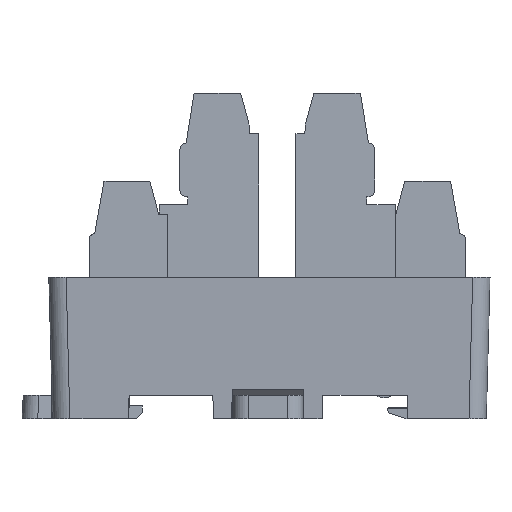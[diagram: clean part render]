
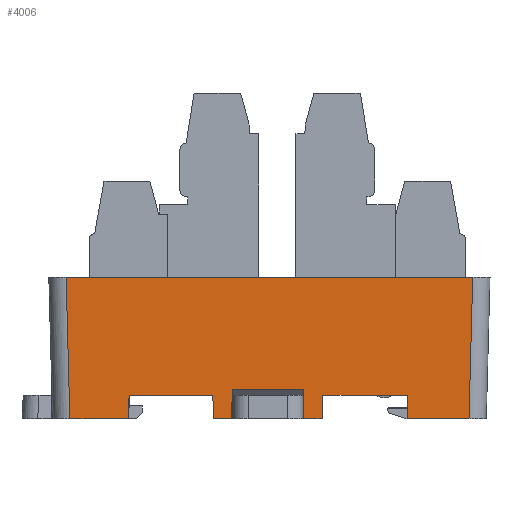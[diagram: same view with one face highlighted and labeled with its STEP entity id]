
A CAD part, left-side view. The second image highlights one B-rep face of the part: STEP entity #4006.
In plain terms, the highlighted planar face has unit normal (-1, 0, -0.026).
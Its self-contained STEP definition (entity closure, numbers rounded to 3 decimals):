
#2455=FACE_OUTER_BOUND('',#7906,.T.);
#4006=ADVANCED_FACE('',(#2455),#5684,.T.);
#5684=PLANE('',#32469);
#7906=EDGE_LOOP('',(#10579,#10580,#10581,#10582,#10583,#10584,#10585,#10586,
#10587,#10588,#10589,#10590,#10591,#10592,#10593,#10594));
#10579=ORIENTED_EDGE('',*,*,#21649,.T.);
#10580=ORIENTED_EDGE('',*,*,#21905,.F.);
#10581=ORIENTED_EDGE('',*,*,#21906,.T.);
#10582=ORIENTED_EDGE('',*,*,#21907,.F.);
#10583=ORIENTED_EDGE('',*,*,#21908,.T.);
#10584=ORIENTED_EDGE('',*,*,#21909,.F.);
#10585=ORIENTED_EDGE('',*,*,#21910,.T.);
#10586=ORIENTED_EDGE('',*,*,#21911,.T.);
#10587=ORIENTED_EDGE('',*,*,#21635,.T.);
#10588=ORIENTED_EDGE('',*,*,#21900,.T.);
#10589=ORIENTED_EDGE('',*,*,#21829,.T.);
#10590=ORIENTED_EDGE('',*,*,#21903,.T.);
#10591=ORIENTED_EDGE('',*,*,#21807,.F.);
#10592=ORIENTED_EDGE('',*,*,#21904,.T.);
#10593=ORIENTED_EDGE('',*,*,#21825,.T.);
#10594=ORIENTED_EDGE('',*,*,#21842,.F.);
#18698=VERTEX_POINT('',#43092);
#18699=VERTEX_POINT('',#43094);
#18712=VERTEX_POINT('',#43120);
#18713=VERTEX_POINT('',#43122);
#18825=VERTEX_POINT('',#43435);
#18826=VERTEX_POINT('',#43436);
#18836=VERTEX_POINT('',#43465);
#18837=VERTEX_POINT('',#43467);
#18840=VERTEX_POINT('',#43474);
#18841=VERTEX_POINT('',#43476);
#18878=VERTEX_POINT('',#43630);
#18879=VERTEX_POINT('',#43632);
#18880=VERTEX_POINT('',#43634);
#18881=VERTEX_POINT('',#43636);
#18882=VERTEX_POINT('',#43638);
#18883=VERTEX_POINT('',#43640);
#21635=EDGE_CURVE('',#18699,#18698,#25951,.T.);
#21649=EDGE_CURVE('',#18713,#18712,#25963,.T.);
#21807=EDGE_CURVE('',#18825,#18826,#26116,.T.);
#21825=EDGE_CURVE('',#18837,#18836,#26130,.T.);
#21829=EDGE_CURVE('',#18841,#18840,#26132,.T.);
#21842=EDGE_CURVE('',#18713,#18836,#26144,.T.);
#21900=EDGE_CURVE('',#18698,#18841,#26198,.T.);
#21903=EDGE_CURVE('',#18840,#18826,#26201,.T.);
#21904=EDGE_CURVE('',#18825,#18837,#26202,.T.);
#21905=EDGE_CURVE('',#18878,#18712,#26203,.T.);
#21906=EDGE_CURVE('',#18878,#18879,#26204,.T.);
#21907=EDGE_CURVE('',#18880,#18879,#26205,.T.);
#21908=EDGE_CURVE('',#18880,#18881,#26206,.T.);
#21909=EDGE_CURVE('',#18882,#18881,#26207,.T.);
#21910=EDGE_CURVE('',#18882,#18883,#26208,.T.);
#21911=EDGE_CURVE('',#18883,#18699,#26209,.T.);
#25951=LINE('',#43093,#29263);
#25963=LINE('',#43121,#29275);
#26116=LINE('',#43434,#29428);
#26130=LINE('',#43466,#29442);
#26132=LINE('',#43475,#29444);
#26144=LINE('',#43500,#29456);
#26198=LINE('',#43618,#29510);
#26201=LINE('',#43623,#29513);
#26202=LINE('',#43627,#29514);
#26203=LINE('',#43629,#29515);
#26204=LINE('',#43631,#29516);
#26205=LINE('',#43633,#29517);
#26206=LINE('',#43635,#29518);
#26207=LINE('',#43637,#29519);
#26208=LINE('',#43639,#29520);
#26209=LINE('',#43641,#29521);
#29263=VECTOR('',#34920,1.);
#29275=VECTOR('',#34936,1.);
#29428=VECTOR('',#35185,1.);
#29442=VECTOR('',#35211,1.);
#29444=VECTOR('',#35219,1.);
#29456=VECTOR('',#35239,1.);
#29510=VECTOR('',#35365,1.);
#29513=VECTOR('',#35372,1.);
#29514=VECTOR('',#35379,1.);
#29515=VECTOR('',#35382,1.);
#29516=VECTOR('',#35383,1.);
#29517=VECTOR('',#35384,1.);
#29518=VECTOR('',#35385,1.);
#29519=VECTOR('',#35386,1.);
#29520=VECTOR('',#35387,1.);
#29521=VECTOR('',#35388,1.);
#32469=AXIS2_PLACEMENT_3D('',#43642,#35389,#35390);
#34920=DIRECTION('',(0.,-1.,0.));
#34936=DIRECTION('',(0.,-1.,0.));
#35185=DIRECTION('',(0.,-1.,0.));
#35211=DIRECTION('',(0.,-1.,0.));
#35219=DIRECTION('',(0.,-1.,0.));
#35239=DIRECTION('',(0.026,0.017,-1.));
#35365=DIRECTION('',(0.026,-0.017,-1.));
#35372=DIRECTION('',(-0.026,-0.026,0.999));
#35379=DIRECTION('',(0.026,-0.026,-0.999));
#35382=DIRECTION('',(-0.026,0.035,0.999));
#35383=DIRECTION('',(0.,-1.,0.));
#35384=DIRECTION('',(0.026,0.009,-1.));
#35385=DIRECTION('',(0.,-1.,0.));
#35386=DIRECTION('',(-0.026,0.009,1.));
#35387=DIRECTION('',(0.,-1.,0.));
#35388=DIRECTION('',(-0.026,-0.035,0.999));
#35389=DIRECTION('',(-1.,0.,-0.026));
#35390=DIRECTION('',(-0.026,0.,1.));
#43092=CARTESIAN_POINT('',(271.443,-17.314,-13.25));
#43093=CARTESIAN_POINT('',(271.443,0.436,-13.25));
#43094=CARTESIAN_POINT('',(271.443,-6.564,-13.25));
#43120=CARTESIAN_POINT('',(271.443,7.436,-13.25));
#43121=CARTESIAN_POINT('',(271.443,0.436,-13.25));
#43122=CARTESIAN_POINT('',(271.443,18.086,-13.25));
#43434=CARTESIAN_POINT('',(271.05,-0.064,1.75));
#43435=CARTESIAN_POINT('',(271.05,26.087,1.75));
#43436=CARTESIAN_POINT('',(271.05,-25.615,1.75));
#43465=CARTESIAN_POINT('',(271.521,18.138,-16.25));
#43466=CARTESIAN_POINT('',(271.521,0.436,-16.25));
#43467=CARTESIAN_POINT('',(271.521,25.616,-16.25));
#43474=CARTESIAN_POINT('',(271.521,-25.143,-16.25));
#43475=CARTESIAN_POINT('',(271.521,-0.064,-16.25));
#43476=CARTESIAN_POINT('',(271.521,-17.366,-16.25));
#43500=CARTESIAN_POINT('',(271.474,18.107,-14.454));
#43618=CARTESIAN_POINT('',(271.042,-17.047,2.044));
#43623=CARTESIAN_POINT('',(271.067,-25.597,1.09));
#43627=CARTESIAN_POINT('',(271.067,26.07,1.09));
#43629=CARTESIAN_POINT('',(271.474,7.394,-14.452));
#43630=CARTESIAN_POINT('',(271.521,7.331,-16.25));
#43631=CARTESIAN_POINT('',(271.521,0.436,-16.25));
#43632=CARTESIAN_POINT('',(271.521,5.012,-16.25));
#43633=CARTESIAN_POINT('',(271.049,4.855,1.79));
#43634=CARTESIAN_POINT('',(271.424,4.98,-12.524));
#43635=CARTESIAN_POINT('',(271.424,-209.009,-12.524));
#43636=CARTESIAN_POINT('',(271.424,-4.108,-12.524));
#43637=CARTESIAN_POINT('',(271.049,-3.983,1.782));
#43638=CARTESIAN_POINT('',(271.521,-4.14,-16.25));
#43639=CARTESIAN_POINT('',(271.521,0.436,-16.25));
#43640=CARTESIAN_POINT('',(271.521,-6.459,-16.25));
#43641=CARTESIAN_POINT('',(271.056,-7.079,1.503));
#43642=CARTESIAN_POINT('',(271.05,-0.064,1.747));
